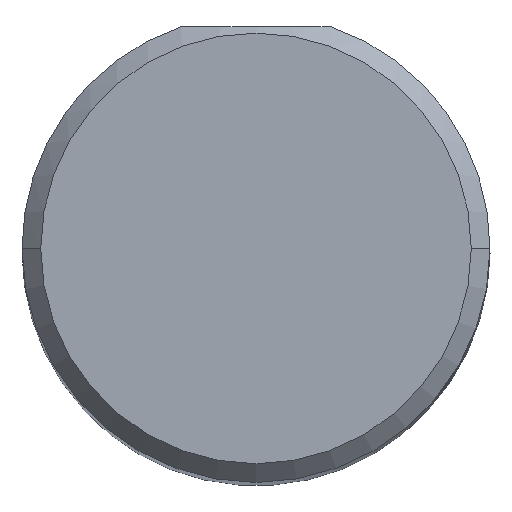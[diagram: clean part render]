
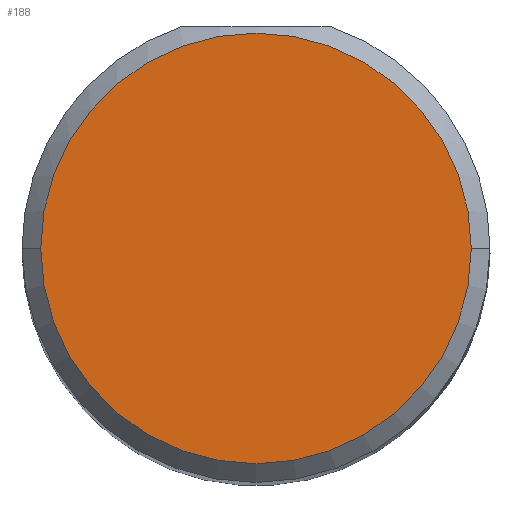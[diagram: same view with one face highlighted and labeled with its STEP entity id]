
A CAD part, top view. The second image highlights one B-rep face of the part: STEP entity #188.
In plain terms, the highlighted planar face has unit normal (0, 0, 1).
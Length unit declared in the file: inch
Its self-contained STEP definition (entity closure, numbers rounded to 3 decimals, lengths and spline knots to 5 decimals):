
#23 = CARTESIAN_POINT ( 'NONE',  ( 0.1725, 0., 2.5 ) ) ;
#29 = PLANE ( 'NONE',  #394 ) ;
#37 = VERTEX_POINT ( 'NONE', #23 ) ;
#49 = EDGE_CURVE ( 'NONE', #37, #169, #434, .T. ) ;
#50 = DIRECTION ( 'NONE',  ( 0., 0., 1. ) ) ;
#165 = FACE_OUTER_BOUND ( 'NONE', #369, .T. ) ;
#168 = CARTESIAN_POINT ( 'NONE',  ( 0., 0., 2.5 ) ) ;
#169 = VERTEX_POINT ( 'NONE', #352 ) ;
#188 = ADVANCED_FACE ( 'NONE', ( #165 ), #29, .T. ) ;
#223 = CIRCLE ( 'NONE', #512, 0.1725 ) ;
#229 = ORIENTED_EDGE ( 'NONE', *, *, #49, .T. ) ;
#239 = DIRECTION ( 'NONE',  ( 0., 0., 1. ) ) ;
#284 = EDGE_CURVE ( 'NONE', #169, #37, #223, .T. ) ;
#318 = CARTESIAN_POINT ( 'NONE',  ( 0., 0., 2.5 ) ) ;
#324 = DIRECTION ( 'NONE',  ( 0., 0., 1. ) ) ;
#328 = AXIS2_PLACEMENT_3D ( 'NONE', #318, #239, #511 ) ;
#342 = CARTESIAN_POINT ( 'NONE',  ( 0., 0., 2.5 ) ) ;
#352 = CARTESIAN_POINT ( 'NONE',  ( -0.1725, 0., 2.5 ) ) ;
#369 = EDGE_LOOP ( 'NONE', ( #499, #229 ) ) ;
#394 = AXIS2_PLACEMENT_3D ( 'NONE', #168, #324, #399 ) ;
#399 = DIRECTION ( 'NONE',  ( 1., 0., 0. ) ) ;
#415 = DIRECTION ( 'NONE',  ( 1., 0., 0. ) ) ;
#434 = CIRCLE ( 'NONE', #328, 0.1725 ) ;
#499 = ORIENTED_EDGE ( 'NONE', *, *, #284, .T. ) ;
#511 = DIRECTION ( 'NONE',  ( 1., 0., 0. ) ) ;
#512 = AXIS2_PLACEMENT_3D ( 'NONE', #342, #50, #415 ) ;
